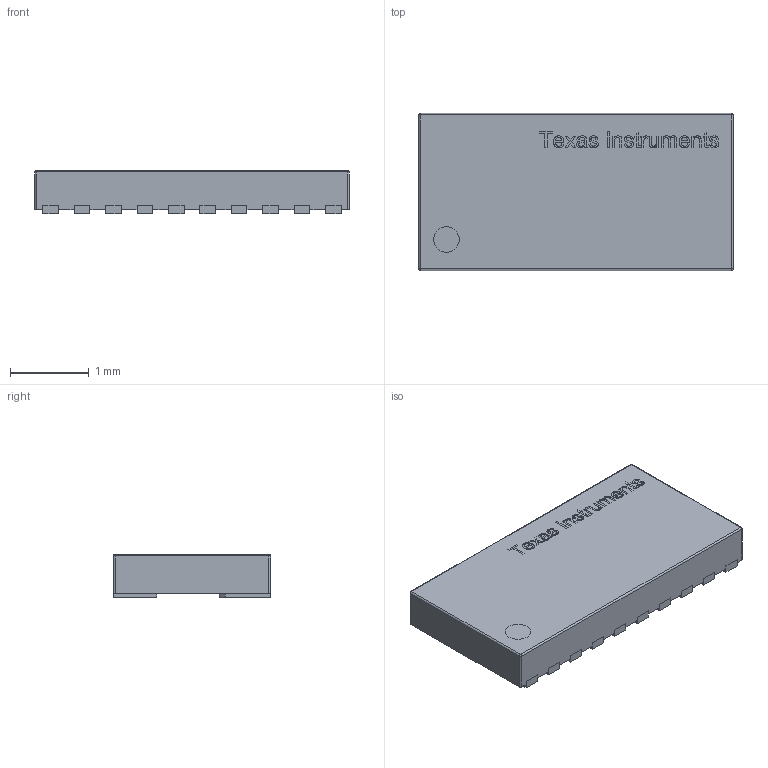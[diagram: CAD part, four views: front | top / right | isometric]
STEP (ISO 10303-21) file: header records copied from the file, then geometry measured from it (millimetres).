
FILE_DESCRIPTION(/* description */ (''),/* implementation_level */ '2;1');
FILE_NAME(/* name */ 'Texas Instruments TXB0108DQSR.stp',/* time_stamp */ '2019-09-12T13:18:52+02:00',/* author */ ('Mohamed Refaat'),/* organization */ (''),/* preprocessor_version */ 'ST-DEVELOPER v16.5',/* originating_system */ 'Autodesk Inventor 2017',/* authorisation */ '');
FILE_SCHEMA (('AUTOMOTIVE_DESIGN { 1 0 10303 214 3 1 1 }'));
Length unit declared in the file: millimetre
Products named in the file (6): Texas Instruments TXB0108DQSR; Part15; Part16; Part16_MIR; Part16_MIR1; Part16_1
Assembly tree (21 placements, depth 2):
  Texas Instruments TXB0108DQSR
    Part15
    Part16  x9
    Part16_MIR  x2
    Part16_MIR1  x8
    Part16_1
Bounding box: 4 x 2 x 0.55 mm (x, y, z)
Volume: 4.1 mm3; surface area: 28.4 mm2
Topology: 21 solids, 21 shells, 512 faces, 1338 edges, 888 vertices
Faces by surface type: plane 373, bspline 126, cylinder 9, sphere 4
Full cylindrical faces by diameter (mm): 0.326 x1
Entity records: 13244 total; most frequent: CARTESIAN_POINT 4068, ORIENTED_EDGE 2098, DIRECTION 1385, EDGE_CURVE 1049, LINE 779, VECTOR 779, VERTEX_POINT 696, EDGE_LOOP 405
